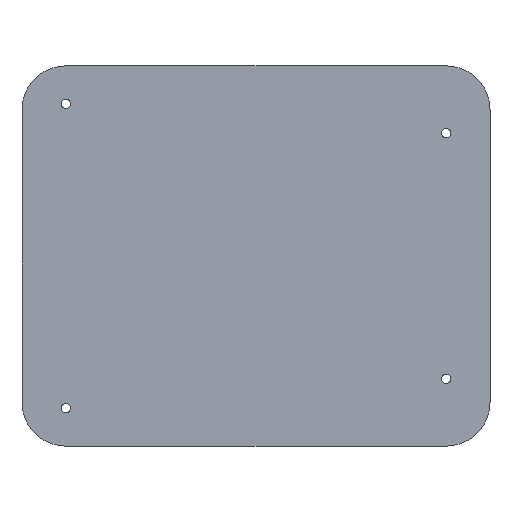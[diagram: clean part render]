
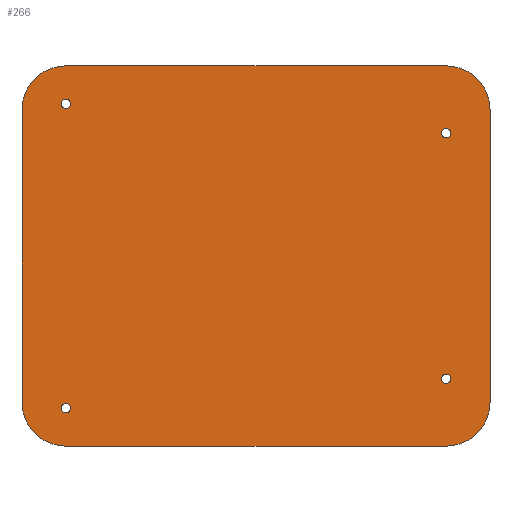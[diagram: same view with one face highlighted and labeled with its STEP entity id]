
A CAD part, top view. The second image highlights one B-rep face of the part: STEP entity #266.
In plain terms, the highlighted planar face has unit normal (0, 0, 1).
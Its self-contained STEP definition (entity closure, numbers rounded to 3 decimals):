
#21=CIRCLE('',#284,15.);
#23=CIRCLE('',#288,15.);
#25=CIRCLE('',#292,15.);
#26=CIRCLE('',#295,1.55);
#28=CIRCLE('',#298,1.55);
#30=CIRCLE('',#301,1.55);
#32=CIRCLE('',#304,1.55);
#35=CIRCLE('',#308,15.);
#84=ORIENTED_EDGE('',*,*,#136,.T.);
#85=ORIENTED_EDGE('',*,*,#134,.T.);
#86=ORIENTED_EDGE('',*,*,#132,.T.);
#87=ORIENTED_EDGE('',*,*,#130,.T.);
#88=ORIENTED_EDGE('',*,*,#110,.F.);
#89=ORIENTED_EDGE('',*,*,#139,.F.);
#90=ORIENTED_EDGE('',*,*,#128,.F.);
#91=ORIENTED_EDGE('',*,*,#125,.F.);
#92=ORIENTED_EDGE('',*,*,#122,.F.);
#93=ORIENTED_EDGE('',*,*,#119,.F.);
#94=ORIENTED_EDGE('',*,*,#116,.F.);
#95=ORIENTED_EDGE('',*,*,#113,.F.);
#110=EDGE_CURVE('',#142,#143,#166,.T.);
#113=EDGE_CURVE('',#143,#145,#21,.T.);
#116=EDGE_CURVE('',#145,#147,#170,.T.);
#119=EDGE_CURVE('',#147,#149,#23,.T.);
#122=EDGE_CURVE('',#149,#151,#174,.T.);
#125=EDGE_CURVE('',#151,#153,#25,.T.);
#128=EDGE_CURVE('',#153,#155,#178,.T.);
#130=EDGE_CURVE('',#156,#156,#26,.T.);
#132=EDGE_CURVE('',#158,#158,#28,.T.);
#134=EDGE_CURVE('',#160,#160,#30,.T.);
#136=EDGE_CURVE('',#162,#162,#32,.T.);
#139=EDGE_CURVE('',#155,#142,#35,.T.);
#142=VERTEX_POINT('',#395);
#143=VERTEX_POINT('',#397);
#145=VERTEX_POINT('',#403);
#147=VERTEX_POINT('',#409);
#149=VERTEX_POINT('',#415);
#151=VERTEX_POINT('',#421);
#153=VERTEX_POINT('',#427);
#155=VERTEX_POINT('',#433);
#156=VERTEX_POINT('',#437);
#158=VERTEX_POINT('',#442);
#160=VERTEX_POINT('',#447);
#162=VERTEX_POINT('',#452);
#166=LINE('',#396,#182);
#170=LINE('',#408,#186);
#174=LINE('',#420,#190);
#178=LINE('',#432,#194);
#182=VECTOR('',#317,1000.);
#186=VECTOR('',#329,1000.);
#190=VECTOR('',#341,1000.);
#194=VECTOR('',#353,1000.);
#212=EDGE_LOOP('',(#84));
#213=EDGE_LOOP('',(#85));
#214=EDGE_LOOP('',(#86));
#215=EDGE_LOOP('',(#87));
#216=EDGE_LOOP('',(#88,#89,#90,#91,#92,#93,#94,#95));
#238=FACE_BOUND('',#212,.T.);
#239=FACE_BOUND('',#213,.T.);
#240=FACE_BOUND('',#214,.T.);
#241=FACE_BOUND('',#215,.T.);
#242=FACE_BOUND('',#216,.T.);
#252=PLANE('',#309);
#266=ADVANCED_FACE('',(#238,#239,#240,#241,#242),#252,.F.);
#284=AXIS2_PLACEMENT_3D('',#402,#323,#324);
#288=AXIS2_PLACEMENT_3D('',#414,#335,#336);
#292=AXIS2_PLACEMENT_3D('',#426,#347,#348);
#295=AXIS2_PLACEMENT_3D('',#436,#357,#358);
#298=AXIS2_PLACEMENT_3D('',#441,#363,#364);
#301=AXIS2_PLACEMENT_3D('',#446,#369,#370);
#304=AXIS2_PLACEMENT_3D('',#451,#375,#376);
#308=AXIS2_PLACEMENT_3D('',#457,#383,#384);
#309=AXIS2_PLACEMENT_3D('',#458,#385,#386);
#317=DIRECTION('',(1.,0.,0.));
#323=DIRECTION('',(0.,0.,-1.));
#324=DIRECTION('',(-1.,0.,0.));
#329=DIRECTION('',(0.,-1.,0.));
#335=DIRECTION('',(0.,0.,-1.));
#336=DIRECTION('',(1.,0.,0.));
#341=DIRECTION('',(-1.,0.,0.));
#347=DIRECTION('',(0.,0.,-1.));
#348=DIRECTION('',(1.,0.,0.));
#353=DIRECTION('',(0.,1.,0.));
#357=DIRECTION('',(0.,0.,-1.));
#358=DIRECTION('',(1.,0.,0.));
#363=DIRECTION('',(0.,0.,-1.));
#364=DIRECTION('',(1.,0.,0.));
#369=DIRECTION('',(0.,0.,-1.));
#370=DIRECTION('',(1.,0.,0.));
#375=DIRECTION('',(0.,0.,-1.));
#376=DIRECTION('',(1.,0.,0.));
#383=DIRECTION('',(0.,0.,-1.));
#384=DIRECTION('',(1.,0.,0.));
#385=DIRECTION('',(0.,0.,-1.));
#386=DIRECTION('',(-1.,0.,0.));
#395=CARTESIAN_POINT('',(-65.,65.,5.));
#396=CARTESIAN_POINT('',(65.,65.,5.));
#397=CARTESIAN_POINT('',(65.,65.,5.));
#402=CARTESIAN_POINT('',(65.,50.,5.));
#403=CARTESIAN_POINT('',(80.,50.,5.));
#408=CARTESIAN_POINT('',(80.,-50.,5.));
#409=CARTESIAN_POINT('',(80.,-50.,5.));
#414=CARTESIAN_POINT('',(65.,-50.,5.));
#415=CARTESIAN_POINT('',(65.,-65.,5.));
#420=CARTESIAN_POINT('',(-65.,-65.,5.));
#421=CARTESIAN_POINT('',(-65.,-65.,5.));
#426=CARTESIAN_POINT('',(-65.,-50.,5.));
#427=CARTESIAN_POINT('',(-80.,-50.,5.));
#432=CARTESIAN_POINT('',(-80.,50.,5.));
#433=CARTESIAN_POINT('',(-80.,50.,5.));
#436=CARTESIAN_POINT('',(-65.,-52.,5.));
#437=CARTESIAN_POINT('',(-63.45,-52.,5.));
#441=CARTESIAN_POINT('',(65.,-42.,5.));
#442=CARTESIAN_POINT('',(66.55,-42.,5.));
#446=CARTESIAN_POINT('',(65.,42.,5.));
#447=CARTESIAN_POINT('',(66.55,42.,5.));
#451=CARTESIAN_POINT('',(-65.,52.,5.));
#452=CARTESIAN_POINT('',(-63.45,52.,5.));
#457=CARTESIAN_POINT('',(-65.,50.,5.));
#458=CARTESIAN_POINT('',(65.,50.,5.));
